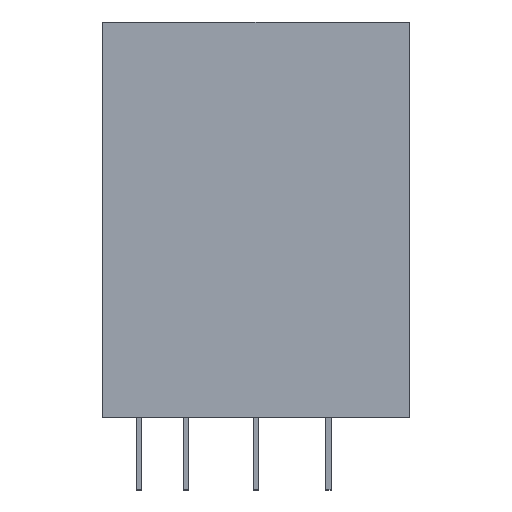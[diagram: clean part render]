
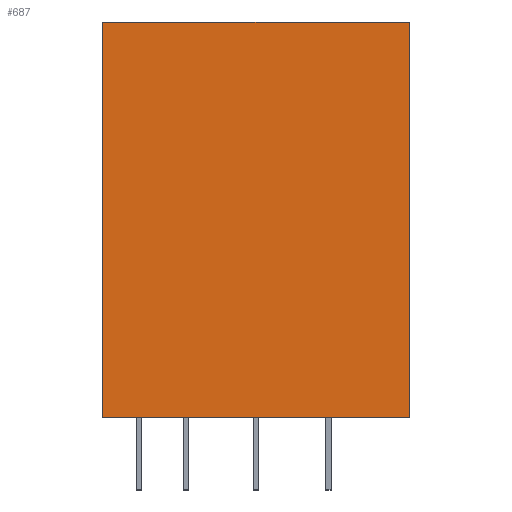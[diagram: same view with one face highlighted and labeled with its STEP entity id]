
A CAD part, top view. The second image highlights one B-rep face of the part: STEP entity #687.
In plain terms, the highlighted planar face has unit normal (0, 0, 1).
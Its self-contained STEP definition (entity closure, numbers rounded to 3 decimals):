
#51 = VECTOR ( 'NONE', #331, 1000. ) ;
#69 = LINE ( 'NONE', #1160, #2283 ) ;
#124 = EDGE_CURVE ( 'NONE', #397, #1756, #2135, .T. ) ;
#229 = AXIS2_PLACEMENT_3D ( 'NONE', #2273, #1688, #536 ) ;
#236 = CARTESIAN_POINT ( 'NONE',  ( -13.75, 17.75, 21. ) ) ;
#264 = ORIENTED_EDGE ( 'NONE', *, *, #124, .T. ) ;
#331 = DIRECTION ( 'NONE',  ( -1., 0., 0. ) ) ;
#397 = VERTEX_POINT ( 'NONE', #942 ) ;
#450 = EDGE_CURVE ( 'NONE', #1756, #1962, #574, .T. ) ;
#479 = VECTOR ( 'NONE', #1543, 1000. ) ;
#515 = PLANE ( 'NONE',  #229 ) ;
#536 = DIRECTION ( 'NONE',  ( -1., 0., 0. ) ) ;
#574 = LINE ( 'NONE', #747, #479 ) ;
#580 = VECTOR ( 'NONE', #1157, 1000. ) ;
#641 = CARTESIAN_POINT ( 'NONE',  ( 13.75, -17.75, 21. ) ) ;
#647 = LINE ( 'NONE', #2039, #51 ) ;
#687 = ADVANCED_FACE ( 'NONE', ( #2353 ), #515, .F. ) ;
#747 = CARTESIAN_POINT ( 'NONE',  ( 13.75, -17.75, 21. ) ) ;
#823 = EDGE_LOOP ( 'NONE', ( #1375, #2260, #1616, #264 ) ) ;
#942 = CARTESIAN_POINT ( 'NONE',  ( -13.75, -17.75, 21. ) ) ;
#999 = DIRECTION ( 'NONE',  ( 0., -1., 0. ) ) ;
#1157 = DIRECTION ( 'NONE',  ( 1., 0., 0. ) ) ;
#1160 = CARTESIAN_POINT ( 'NONE',  ( -13.75, -17.75, 21. ) ) ;
#1338 = CARTESIAN_POINT ( 'NONE',  ( 13.75, 17.75, 21. ) ) ;
#1345 = EDGE_CURVE ( 'NONE', #2158, #397, #69, .T. ) ;
#1375 = ORIENTED_EDGE ( 'NONE', *, *, #450, .T. ) ;
#1543 = DIRECTION ( 'NONE',  ( 0., 1., 0. ) ) ;
#1616 = ORIENTED_EDGE ( 'NONE', *, *, #1345, .T. ) ;
#1688 = DIRECTION ( 'NONE',  ( 0., 0., -1. ) ) ;
#1756 = VERTEX_POINT ( 'NONE', #641 ) ;
#1962 = VERTEX_POINT ( 'NONE', #1338 ) ;
#2039 = CARTESIAN_POINT ( 'NONE',  ( -13.75, 17.75, 21. ) ) ;
#2108 = CARTESIAN_POINT ( 'NONE',  ( -13.75, -17.75, 21. ) ) ;
#2135 = LINE ( 'NONE', #2108, #580 ) ;
#2158 = VERTEX_POINT ( 'NONE', #236 ) ;
#2260 = ORIENTED_EDGE ( 'NONE', *, *, #2467, .T. ) ;
#2273 = CARTESIAN_POINT ( 'NONE',  ( 0., 0., 21. ) ) ;
#2283 = VECTOR ( 'NONE', #999, 1000. ) ;
#2353 = FACE_OUTER_BOUND ( 'NONE', #823, .T. ) ;
#2467 = EDGE_CURVE ( 'NONE', #1962, #2158, #647, .T. ) ;
